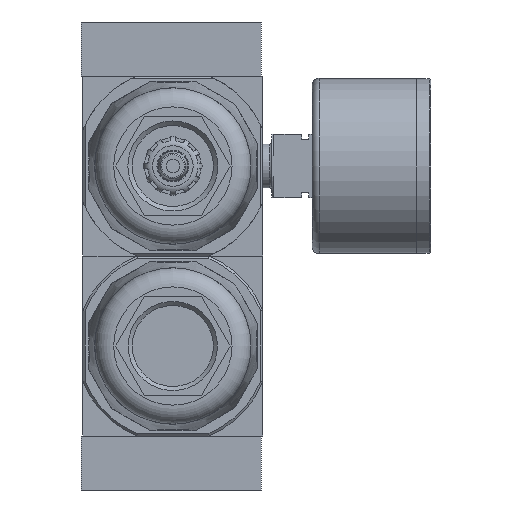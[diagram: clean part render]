
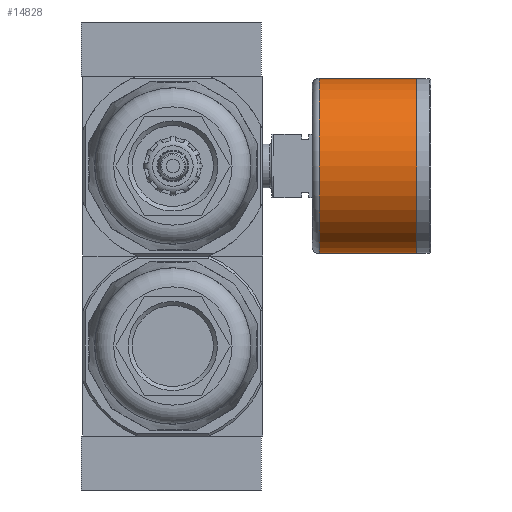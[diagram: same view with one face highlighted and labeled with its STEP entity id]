
A CAD part, front view. The second image highlights one B-rep face of the part: STEP entity #14828.
In plain terms, the highlighted cylindrical face has radius 19.5 mm (diameter 39 mm), a full revolution.
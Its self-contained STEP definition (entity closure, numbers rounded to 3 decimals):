
#683=CYLINDRICAL_SURFACE('',#20447,19.5);
#1289=CIRCLE('',#20446,19.5);
#1290=CIRCLE('',#20448,19.5);
#3734=ORIENTED_EDGE('',*,*,#7065,.F.);
#3735=ORIENTED_EDGE('',*,*,#7066,.T.);
#7065=EDGE_CURVE('',#8930,#8930,#1289,.T.);
#7066=EDGE_CURVE('',#8931,#8931,#1290,.T.);
#8930=VERTEX_POINT('',#28402);
#8931=VERTEX_POINT('',#28405);
#12235=EDGE_LOOP('',(#3734));
#12236=EDGE_LOOP('',(#3735));
#13364=FACE_BOUND('',#12235,.T.);
#13365=FACE_BOUND('',#12236,.T.);
#14828=ADVANCED_FACE('',(#13364,#13365),#683,.T.);
#20446=AXIS2_PLACEMENT_3D('',#28401,#23470,#23471);
#20447=AXIS2_PLACEMENT_3D('',#28403,#23472,#23473);
#20448=AXIS2_PLACEMENT_3D('',#28404,#23474,#23475);
#23470=DIRECTION('',(1.,0.,0.));
#23471=DIRECTION('',(0.,0.,-1.));
#23472=DIRECTION('',(1.,0.,0.));
#23473=DIRECTION('',(0.,0.,-1.));
#23474=DIRECTION('',(1.,0.,0.));
#23475=DIRECTION('',(0.,0.,-1.));
#28401=CARTESIAN_POINT('',(-3.2,0.,0.));
#28402=CARTESIAN_POINT('',(-3.2,0.,-19.5));
#28403=CARTESIAN_POINT('',(0.,0.,0.));
#28404=CARTESIAN_POINT('',(-24.85,0.,0.));
#28405=CARTESIAN_POINT('',(-24.85,0.,-19.5));
